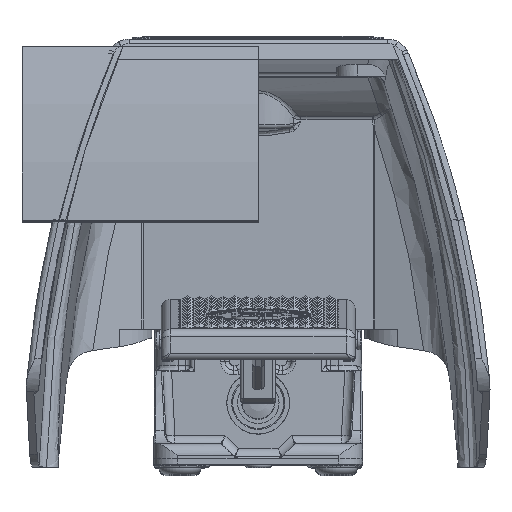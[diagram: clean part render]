
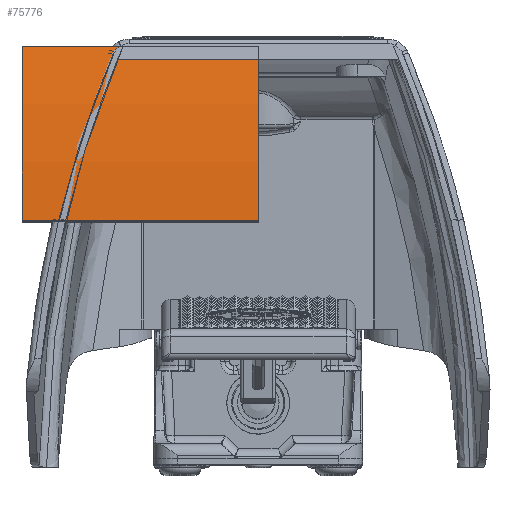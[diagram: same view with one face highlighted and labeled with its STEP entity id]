
A CAD part, top view. The second image highlights one B-rep face of the part: STEP entity #75776.
In plain terms, the highlighted cylindrical face has radius 270 mm (diameter 540 mm), a partial arc.
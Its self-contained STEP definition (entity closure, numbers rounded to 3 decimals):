
#75704=DIRECTION('',(-1.,0.,0.));
#75705=VECTOR('',#75704,80.);
#75706=CARTESIAN_POINT('',(0.,36.545,134.305));
#75707=LINE('',#75706,#75705);
#75711=CARTESIAN_POINT('',(0.,27.122,-135.531));
#75712=DIRECTION('',(1.,0.,0.));
#75713=DIRECTION('',(0.,0.253,0.967));
#75714=AXIS2_PLACEMENT_3D('',#75711,#75712,#75713);
#75719=CARTESIAN_POINT('',(-80.,27.122,-135.531));
#75720=DIRECTION('',(-1.,0.,0.));
#75721=DIRECTION('',(0.,0.035,0.999));
#75722=AXIS2_PLACEMENT_3D('',#75719,#75720,#75721);
#75727=DIRECTION('',(1.,0.,0.));
#75728=VECTOR('',#75727,80.);
#75729=CARTESIAN_POINT('',(-80.,95.5,125.667));
#75730=LINE('',#75729,#75728);
#75734=CARTESIAN_POINT('',(0.,95.5,125.667));
#75735=CARTESIAN_POINT('',(0.,36.545,134.305));
#75736=VERTEX_POINT('',#75734);
#75737=VERTEX_POINT('',#75735);
#75740=CARTESIAN_POINT('',(-80.,95.5,125.667));
#75741=CARTESIAN_POINT('',(-80.,36.545,134.305));
#75742=VERTEX_POINT('',#75740);
#75743=VERTEX_POINT('',#75741);
#75762=CARTESIAN_POINT('',(0.,27.122,-135.531));
#75763=DIRECTION('',(1.,0.,0.));
#75764=DIRECTION('',(0.,0.,-1.));
#75765=AXIS2_PLACEMENT_3D('',#75762,#75763,#75764);
#75766=CYLINDRICAL_SURFACE('',#75765,270.);
#75768=ORIENTED_EDGE('',*,*,#75767,.T.);
#75769=ORIENTED_EDGE('',*,*,#75757,.T.);
#75771=ORIENTED_EDGE('',*,*,#75770,.T.);
#75773=ORIENTED_EDGE('',*,*,#75772,.T.);
#75774=EDGE_LOOP('',(#75768,#75769,#75771,#75773));
#75775=FACE_OUTER_BOUND('',#75774,.F.);
#75776=ADVANCED_FACE('',(#75775),#75766,.T.);
#75715=CIRCLE('',#75714,270.);
#75723=CIRCLE('',#75722,270.);
#75757=EDGE_CURVE('',#75737,#75743,#75707,.T.);
#75767=EDGE_CURVE('',#75736,#75737,#75715,.T.);
#75770=EDGE_CURVE('',#75743,#75742,#75723,.T.);
#75772=EDGE_CURVE('',#75742,#75736,#75730,.T.);
